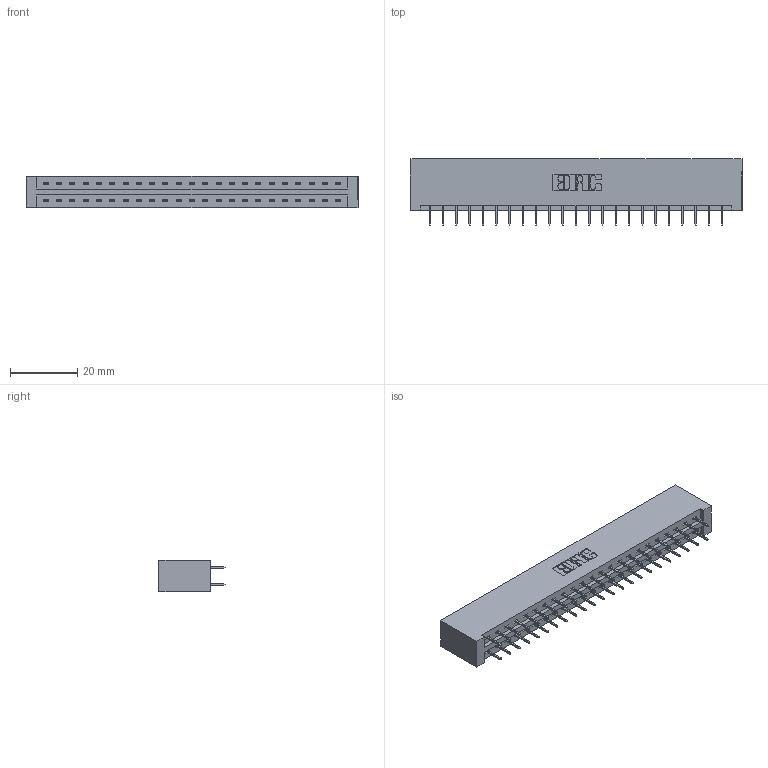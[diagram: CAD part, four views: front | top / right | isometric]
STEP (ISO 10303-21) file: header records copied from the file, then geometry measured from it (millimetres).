
FILE_DESCRIPTION (( 'STEP AP203' ), '1' );
FILE_NAME ('387-046-524-201.STEP', '2019-10-18T07:18:44', ( '' ), ( '' ), 'SwSTEP 2.0', 'SolidWorks 2016', '' );
FILE_SCHEMA (( 'CONFIG_CONTROL_DESIGN' ));
Length unit declared in the file: inch
Products named in the file (3): 337 Part_No Mounting Lugs; 387-046-524-201; 345-292-001_345-293-124
Assembly tree (47 placements, depth 2):
  387-046-524-201
    337 Part_No Mounting Lugs
    345-292-001_345-293-124  x46
Bounding box: 99.01 x 19.69 x 9.4 mm (x, y, z)
Volume: 10872.6 mm3; surface area: 11947.4 mm2
Topology: 47 solids, 47 shells, 2774 faces, 7877 edges, 5066 vertices
Faces by surface type: plane 2090, cylinder 684
Entity records: 20087 total; most frequent: CARTESIAN_POINT 3398, ORIENTED_EDGE 3334, DIRECTION 2919, EDGE_CURVE 1667, LINE 1551, VECTOR 1551, VERTEX_POINT 1106, AXIS2_PLACEMENT_3D 684
